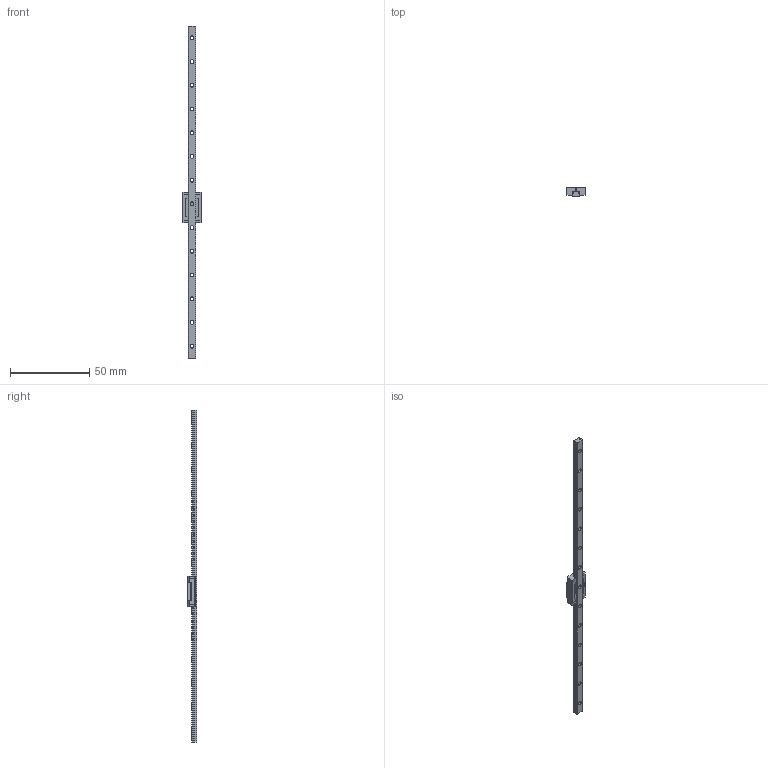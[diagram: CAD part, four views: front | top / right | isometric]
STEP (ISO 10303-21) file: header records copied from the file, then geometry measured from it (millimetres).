
FILE_DESCRIPTION (( 'STEP AP214' ), '1' );
FILE_NAME ('Linear-Guide-PU050210TRK1PNT-7,5-7,5-NSK.step', '2023-02-14T07:09:15', ( '' ), ( '' ), 'SwSTEP 2.0', 'SolidWorks 2010', '' );
FILE_SCHEMA (( 'AUTOMOTIVE_DESIGN' ));
Length unit declared in the file: millimetre
Products named in the file (6): Rail-P1U050210RKNPCT-7,5-7,5-NSK_Rail-P1U050210RKNPCT-7,5-7,5-NSK; Slider-PAU05TRS-NSK_Slider-PAU05TRS-NSK; End-Cap-PAU05TRS-NSK_End-Cap-PAU05TRS-NSK; End-Seal-PAU05TRS-NSK_End-Seal-PAU05TRS-NSK; Linear-Guide-PU050210TRK1PNT-7,5-7,5-NSK
Assembly tree (6 placements, depth 3):
  Linear-Guide-PU050210TRK1PNT-7,5-7,5-NSK
    Slider-PAU05TRS-NSK_Slider-PAU05TRS-NSK
      End-Cap-PAU05TRS-NSK_End-Cap-PAU05TRS-NSK
      End-Seal-PAU05TRS-NSK_End-Seal-PAU05TRS-NSK  x2
      Slider-PAU05TRS-NSK_Slider-PAU05TRS-NSK
    Rail-P1U050210RKNPCT-7,5-7,5-NSK_Rail-P1U050210RKNPCT-7,5-7,5-NSK
Bounding box: 12 x 6 x 210 mm (x, y, z)
Volume: 3844.4 mm3; surface area: 5366.4 mm2
Topology: 5 solids, 5 shells, 280 faces, 757 edges, 499 vertices
Faces by surface type: plane 154, cylinder 94, cone 32
Full cylindrical faces by diameter (mm): 1 x4, 2 x2, 2.3 x14, 3.3 x14
Entity records: 7566 total; most frequent: DIRECTION 1290, CARTESIAN_POINT 1265, ORIENTED_EDGE 1164, EDGE_CURVE 582, AXIS2_PLACEMENT_3D 453, VERTEX_POINT 420, VECTOR 384, LINE 384
